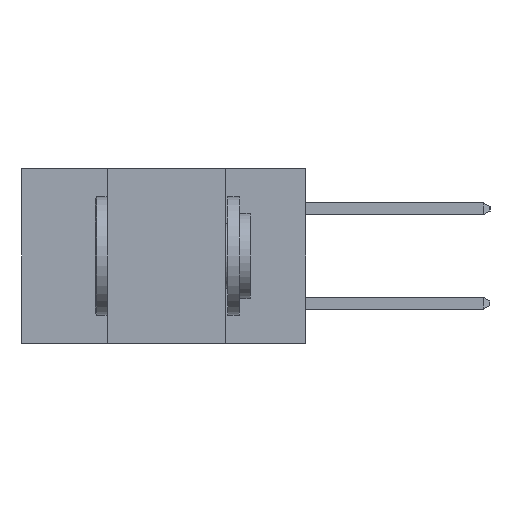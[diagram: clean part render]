
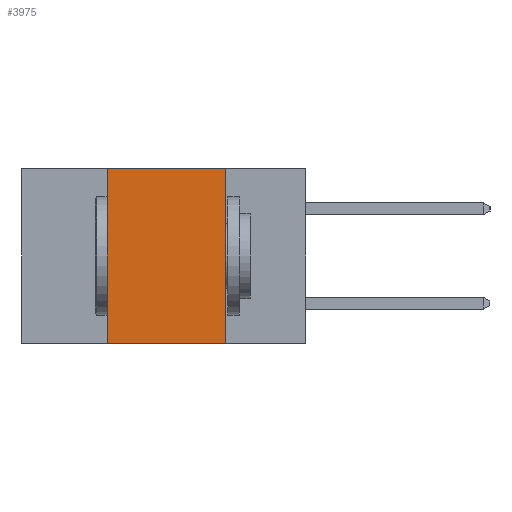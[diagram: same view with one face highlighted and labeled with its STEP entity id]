
A CAD part, left-side view. The second image highlights one B-rep face of the part: STEP entity #3975.
In plain terms, the highlighted planar face has unit normal (-1, 0, 0).
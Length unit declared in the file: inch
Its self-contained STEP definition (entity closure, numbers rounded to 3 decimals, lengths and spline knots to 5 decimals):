
#419 = VECTOR ( 'NONE', #14088, 39.37008 ) ;
#966 = CARTESIAN_POINT ( 'NONE',  ( 0., 0.42, -0.37 ) ) ;
#1012 = DIRECTION ( 'NONE',  ( 0., -1., 0. ) ) ;
#1232 = CARTESIAN_POINT ( 'NONE',  ( 0., 0.42, 0. ) ) ;
#1579 = VECTOR ( 'NONE', #10628, 39.37008 ) ;
#2270 = AXIS2_PLACEMENT_3D ( 'NONE', #19600, #16335, #16296 ) ;
#2910 = CARTESIAN_POINT ( 'NONE',  ( 0., 0.6, 0. ) ) ;
#2991 = VERTEX_POINT ( 'NONE', #17389 ) ;
#3912 = VERTEX_POINT ( 'NONE', #16408 ) ;
#3975 = ADVANCED_FACE ( 'NONE', ( #4019 ), #16391, .F. ) ;
#4019 = FACE_OUTER_BOUND ( 'NONE', #16610, .T. ) ;
#4760 = ORIENTED_EDGE ( 'NONE', *, *, #19055, .T. ) ;
#4843 = EDGE_CURVE ( 'NONE', #3912, #2991, #15680, .T. ) ;
#6041 = VECTOR ( 'NONE', #1012, 39.37008 ) ;
#8541 = ORIENTED_EDGE ( 'NONE', *, *, #4843, .F. ) ;
#9639 = CARTESIAN_POINT ( 'NONE',  ( 0., 0.17, -0.37 ) ) ;
#10628 = DIRECTION ( 'NONE',  ( 0., 0., -1. ) ) ;
#11053 = EDGE_CURVE ( 'NONE', #13837, #3912, #20620, .T. ) ;
#12290 = CARTESIAN_POINT ( 'NONE',  ( 0., 0.6, -0.37 ) ) ;
#13361 = ORIENTED_EDGE ( 'NONE', *, *, #11053, .F. ) ;
#13837 = VERTEX_POINT ( 'NONE', #1232 ) ;
#14088 = DIRECTION ( 'NONE',  ( 0., -1., 0. ) ) ;
#15680 = LINE ( 'NONE', #9639, #1579 ) ;
#15701 = LINE ( 'NONE', #12290, #419 ) ;
#16296 = DIRECTION ( 'NONE',  ( 0., 0., -1. ) ) ;
#16335 = DIRECTION ( 'NONE',  ( 1., 0., 0. ) ) ;
#16391 = PLANE ( 'NONE',  #2270 ) ;
#16408 = CARTESIAN_POINT ( 'NONE',  ( 0., 0.17, 0. ) ) ;
#16610 = EDGE_LOOP ( 'NONE', ( #8541, #13361, #18730, #4760 ) ) ;
#17389 = CARTESIAN_POINT ( 'NONE',  ( 0., 0.17, -0.37 ) ) ;
#17737 = VERTEX_POINT ( 'NONE', #966 ) ;
#18280 = LINE ( 'NONE', #19159, #18837 ) ;
#18294 = EDGE_CURVE ( 'NONE', #17737, #13837, #18280, .T. ) ;
#18730 = ORIENTED_EDGE ( 'NONE', *, *, #18294, .F. ) ;
#18837 = VECTOR ( 'NONE', #21029, 39.37008 ) ;
#19055 = EDGE_CURVE ( 'NONE', #17737, #2991, #15701, .T. ) ;
#19159 = CARTESIAN_POINT ( 'NONE',  ( 0., 0.42, -0.37 ) ) ;
#19600 = CARTESIAN_POINT ( 'NONE',  ( 0., 0.6, 0. ) ) ;
#20620 = LINE ( 'NONE', #2910, #6041 ) ;
#21029 = DIRECTION ( 'NONE',  ( 0., 0., 1. ) ) ;
